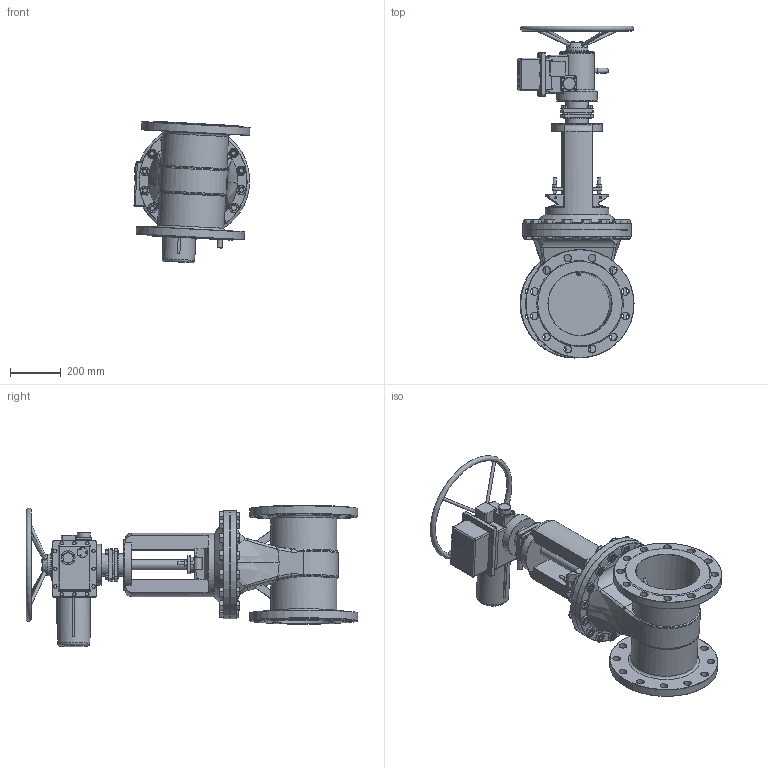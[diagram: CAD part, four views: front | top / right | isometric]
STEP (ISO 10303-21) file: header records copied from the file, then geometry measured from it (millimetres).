
FILE_DESCRIPTION(/* description */ (''),/* implementation_level */ '2;1');
FILE_NAME(/* name */ 'DN250_3D_STEP.stp',/* time_stamp */ '2024-01-16T23:46:45+03:00',/* author */ ('igorr'),/* organization */ (''),/* preprocessor_version */ 'ST-DEVELOPER v19.2',/* originating_system */ 'Autodesk Inventor 2023',/* authorisation */ '');
FILE_SCHEMA (('AUTOMOTIVE_DESIGN { 1 0 10303 214 3 1 1 }'));
Length unit declared in the file: millimetre
Products named in the file (17): Сборка; Сборка_Двигатель; Деталь2; AS 1110 - M4 x 8; AS 1110 - M2,5 x 6; AS 1110 - M10 x 16; AS 1420 - 1973 - M10 x 16; AS 1110 - M8 x 12; AS 1421 - M12 x 50 засверленный 
конец; Сборка_Чертежная; Деталь1; AS 1110 - M20 x 35; ISO 4035 - M20; ISO 4035 - M22; ANSI B18.2.4.2M - M12x1,75; AS 1110 - M24 x 40; BS 3692 - M24
Assembly tree (118 placements, depth 3):
  Сборка
    Сборка_Двигатель
      Деталь2
      AS 1110 - M10 x 16  x8
      AS 1110 - M4 x 8  x8
      AS 1110 - M2,5 x 6  x9
      AS 1420 - 1973 - M10 x 16  x4
      AS 1110 - M8 x 12  x24
    AS 1421 - M12 x 50 засверленный 
конец  x4
    ANSI B18.2.4.2M - M12x1,75  x4
    Сборка_Чертежная
      Деталь1
      AS 1110 - M20 x 35  x12
      ISO 4035 - M20  x7
      ISO 4035 - M22  x12
      ANSI B18.2.4.2M - M12x1,75  x2
      AS 1110 - M24 x 40  x16
      BS 3692 - M24  x4
Bounding box: 455.66 x 1302.34 x 555.15 mm (x, y, z)
Volume: 51710634.8 mm3; surface area: 3079578.9 mm2
Topology: 116 solids, 122 shells, 3380 faces, 7556 edges, 4547 vertices
Faces by surface type: plane 1788, cone 987, cylinder 487, bspline 68, torus 41, sphere 9
Full cylindrical faces by diameter (mm): 2.5 x9, 3 x9, 4 x8, 5 x21, 7 x8, 7.8 x4, 8 x26, 10 x31, 10.106 x6, 12 x28, 13 x24, 16 x12, 17.294 x7, 19.294 x12, 20 x14, 20.752 x4, 24 x16, 25 x32, 30 x38, 36 x16, 40 x3, 44.558 x2, 45 x1, 50 x1, 55 x1, 60 x1, 70 x1, 80 x1, 85 x1, 89 x1
Entity records: 35909 total; most frequent: CARTESIAN_POINT 10092, DIRECTION 5237, ORIENTED_EDGE 4914, EDGE_CURVE 2457, AXIS2_PLACEMENT_3D 2107, VERTEX_POINT 1553, EDGE_LOOP 1248, LINE 1023
